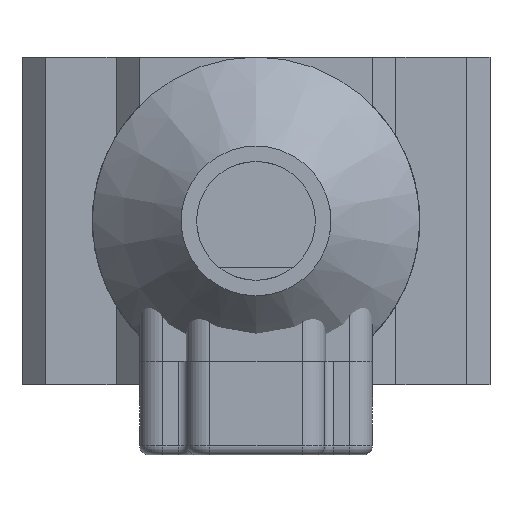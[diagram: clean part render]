
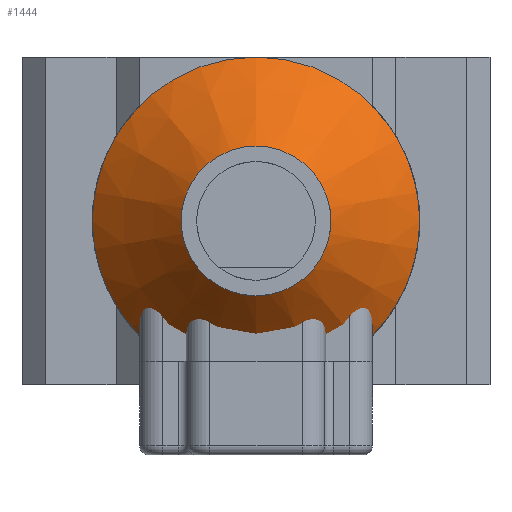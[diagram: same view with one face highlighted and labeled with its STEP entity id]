
A CAD part, front view. The second image highlights one B-rep face of the part: STEP entity #1444.
In plain terms, the highlighted conical face has half-angle 43.531 degrees and reference radius 16 mm.
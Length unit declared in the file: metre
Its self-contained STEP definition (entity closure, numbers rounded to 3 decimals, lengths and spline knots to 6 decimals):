
#26=CONICAL_SURFACE('',#1792,0.016,0.76);
#166=CIRCLE('',#1791,0.035);
#167=CIRCLE('',#1793,0.016);
#451=ORIENTED_EDGE('',*,*,#712,.F.);
#452=ORIENTED_EDGE('',*,*,#713,.T.);
#712=EDGE_CURVE('',#860,#860,#166,.T.);
#713=EDGE_CURVE('',#861,#861,#167,.T.);
#860=VERTEX_POINT('',#2664);
#861=VERTEX_POINT('',#2667);
#1175=EDGE_LOOP('',(#451));
#1176=EDGE_LOOP('',(#452));
#1287=FACE_BOUND('',#1175,.T.);
#1288=FACE_BOUND('',#1176,.T.);
#1444=ADVANCED_FACE('',(#1287,#1288),#26,.T.);
#1791=AXIS2_PLACEMENT_3D('',#2663,#2153,#2154);
#1792=AXIS2_PLACEMENT_3D('',#2665,#2155,#2156);
#1793=AXIS2_PLACEMENT_3D('',#2666,#2157,#2158);
#2153=DIRECTION('',(0.,1.,0.));
#2154=DIRECTION('',(0.,0.,1.));
#2155=DIRECTION('',(0.,1.,0.));
#2156=DIRECTION('',(0.,0.,1.));
#2157=DIRECTION('',(0.,1.,0.));
#2158=DIRECTION('',(0.,0.,1.));
#2663=CARTESIAN_POINT('',(0.,0.013504,0.));
#2664=CARTESIAN_POINT('',(0.,0.013504,0.035));
#2665=CARTESIAN_POINT('',(0.,-0.006496,0.));
#2666=CARTESIAN_POINT('',(0.,-0.006496,0.));
#2667=CARTESIAN_POINT('',(0.,-0.006496,0.016));
